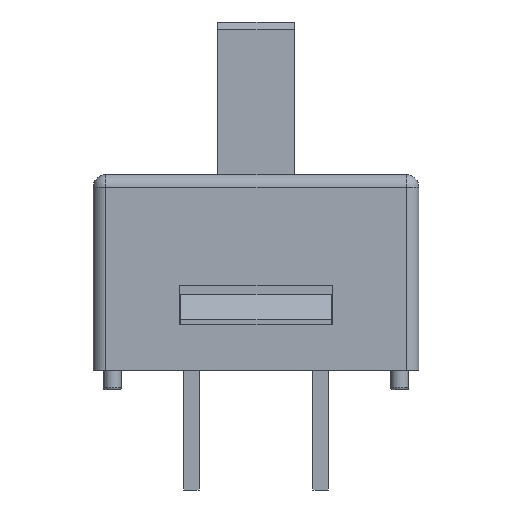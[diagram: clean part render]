
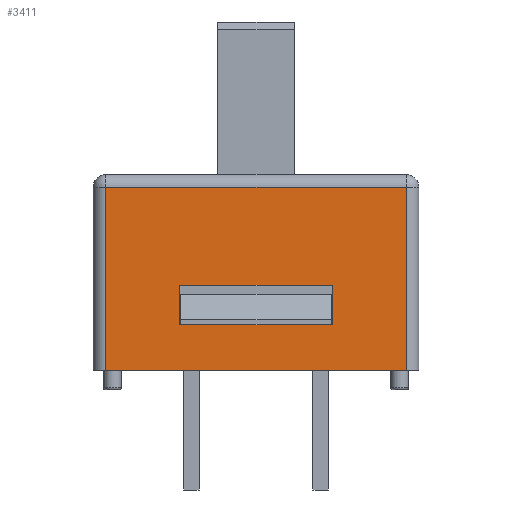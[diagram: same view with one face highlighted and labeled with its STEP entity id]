
A CAD part, left-side view. The second image highlights one B-rep face of the part: STEP entity #3411.
In plain terms, the highlighted planar face has unit normal (-1, 0, 0).
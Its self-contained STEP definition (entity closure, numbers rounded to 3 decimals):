
#134=FACE_BOUND('',#500,.T.);
#297=FACE_OUTER_BOUND('',#499,.T.);
#499=EDGE_LOOP('',(#2906,#2907,#2908,#2909));
#500=EDGE_LOOP('',(#2910,#2911,#2912,#2913));
#865=LINE('',#5425,#1274);
#873=LINE('',#5441,#1282);
#877=LINE('',#5449,#1286);
#881=LINE('',#5456,#1290);
#902=LINE('',#5499,#1311);
#915=LINE('',#5543,#1324);
#917=LINE('',#5555,#1326);
#918=LINE('',#5557,#1327);
#1274=VECTOR('',#4269,10.);
#1282=VECTOR('',#4281,10.);
#1286=VECTOR('',#4289,10.);
#1290=VECTOR('',#4295,10.);
#1311=VECTOR('',#4328,10.);
#1324=VECTOR('',#4375,10.);
#1326=VECTOR('',#4395,10.);
#1327=VECTOR('',#4398,10.);
#1605=VERTEX_POINT('',#5422);
#1606=VERTEX_POINT('',#5424);
#1612=VERTEX_POINT('',#5439);
#1614=VERTEX_POINT('',#5448);
#1631=VERTEX_POINT('',#5496);
#1632=VERTEX_POINT('',#5498);
#1645=VERTEX_POINT('',#5538);
#1646=VERTEX_POINT('',#5541);
#2031=EDGE_CURVE('',#1606,#1605,#865,.T.);
#2039=EDGE_CURVE('',#1605,#1612,#873,.T.);
#2043=EDGE_CURVE('',#1614,#1606,#877,.T.);
#2047=EDGE_CURVE('',#1612,#1614,#881,.T.);
#2069=EDGE_CURVE('',#1631,#1632,#902,.T.);
#2092=EDGE_CURVE('',#1646,#1645,#915,.T.);
#2098=EDGE_CURVE('',#1631,#1645,#917,.T.);
#2099=EDGE_CURVE('',#1632,#1646,#918,.T.);
#2906=ORIENTED_EDGE('',*,*,#2092,.F.);
#2907=ORIENTED_EDGE('',*,*,#2099,.F.);
#2908=ORIENTED_EDGE('',*,*,#2069,.F.);
#2909=ORIENTED_EDGE('',*,*,#2098,.T.);
#2910=ORIENTED_EDGE('',*,*,#2047,.T.);
#2911=ORIENTED_EDGE('',*,*,#2043,.T.);
#2912=ORIENTED_EDGE('',*,*,#2031,.T.);
#2913=ORIENTED_EDGE('',*,*,#2039,.T.);
#3232=PLANE('',#3635);
#3411=ADVANCED_FACE('',(#297,#134),#3232,.T.);
#3635=AXIS2_PLACEMENT_3D('',#5556,#4396,#4397);
#4269=DIRECTION('',(0.,-1.,0.));
#4281=DIRECTION('',(0.,0.,-1.));
#4289=DIRECTION('',(0.,0.,1.));
#4295=DIRECTION('',(0.,1.,0.));
#4328=DIRECTION('',(0.,1.,0.));
#4375=DIRECTION('',(0.,-1.,0.));
#4395=DIRECTION('',(0.,0.,1.));
#4396=DIRECTION('center_axis',(-1.,0.,0.));
#4397=DIRECTION('ref_axis',(0.,0.,
1.));
#4398=DIRECTION('',(0.,0.,1.));
#5422=CARTESIAN_POINT('',(-7.,-3.,3.35));
#5424=CARTESIAN_POINT('',(-7.,3.,3.35));
#5425=CARTESIAN_POINT('',(-7.,-1.45,3.35));
#5439=CARTESIAN_POINT('',(-7.,-3.,1.8));
#5441=CARTESIAN_POINT('',(-7.,-3.,1.675));
#5448=CARTESIAN_POINT('',(-7.,3.,1.8));
#5449=CARTESIAN_POINT('',(-7.,3.,0.9));
#5456=CARTESIAN_POINT('',(-7.,-4.45,1.8));
#5496=CARTESIAN_POINT('',(-7.,-5.9,0.));
#5498=CARTESIAN_POINT('',(-7.,5.9,0.));
#5499=CARTESIAN_POINT('',(-7.,-5.9,0.));
#5538=CARTESIAN_POINT('',(-7.,-5.9,7.2));
#5541=CARTESIAN_POINT('',(-7.,5.9,7.2));
#5543=CARTESIAN_POINT('',(-7.,-2.95,7.2));
#5555=CARTESIAN_POINT('',(-7.,-5.9,0.));
#5556=CARTESIAN_POINT('Origin',(-7.,-5.9,0.));
#5557=CARTESIAN_POINT('',(-7.,5.9,0.));
